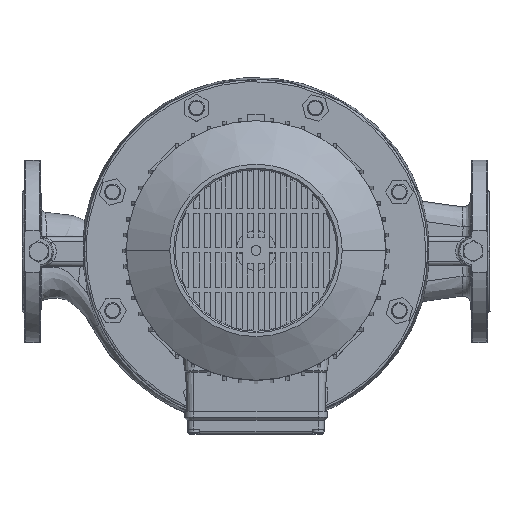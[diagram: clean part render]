
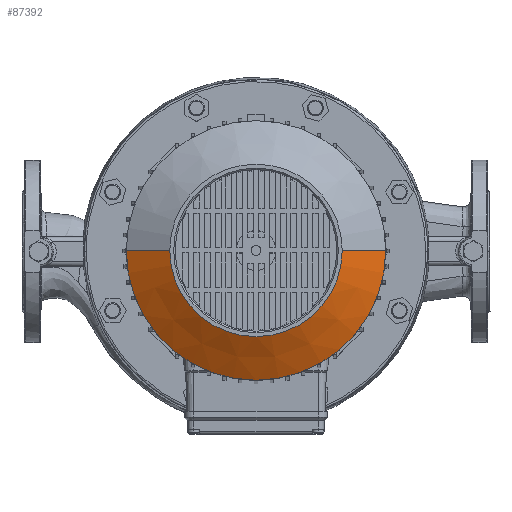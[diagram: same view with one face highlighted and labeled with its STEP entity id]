
A CAD part, top view. The second image highlights one B-rep face of the part: STEP entity #87392.
In plain terms, the highlighted conical face has half-angle 60 degrees and reference radius 131.7 mm.
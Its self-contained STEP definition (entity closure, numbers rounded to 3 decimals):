
#4949 = ORIENTED_EDGE ( 'NONE', *, *, #32434, .T. ) ;
#16962 = CARTESIAN_POINT ( 'NONE',  ( 0., 0., 548.482 ) ) ;
#18636 = DIRECTION ( 'NONE',  ( 0.866, 0., -0.5 ) ) ;
#19127 = CARTESIAN_POINT ( 'NONE',  ( -87.5, 0., 574.001 ) ) ;
#19280 = DIRECTION ( 'NONE',  ( 0., 0., -1. ) ) ;
#23119 = EDGE_LOOP ( 'NONE', ( #31435, #117669, #4949, #137886 ) ) ;
#31435 = ORIENTED_EDGE ( 'NONE', *, *, #36969, .F. ) ;
#32434 = EDGE_CURVE ( 'NONE', #123996, #75139, #69515, .T. ) ;
#36969 = EDGE_CURVE ( 'NONE', #127682, #135474, #106783, .T. ) ;
#44156 = VECTOR ( 'NONE', #113956, 1000. ) ;
#44956 = CARTESIAN_POINT ( 'NONE',  ( 131.7, 0., 548.482 ) ) ;
#67465 = CARTESIAN_POINT ( 'NONE',  ( -131.7, 0., 548.482 ) ) ;
#68355 = DIRECTION ( 'NONE',  ( 0., 0., 1. ) ) ;
#69515 = LINE ( 'NONE', #80829, #44156 ) ;
#75139 = VERTEX_POINT ( 'NONE', #67465 ) ;
#77799 = CIRCLE ( 'NONE', #113777, 131.7 ) ;
#80829 = CARTESIAN_POINT ( 'NONE',  ( -131.7, 0., 548.482 ) ) ;
#87392 = ADVANCED_FACE ( 'NONE', ( #122378 ), #98964, .T. ) ;
#87707 = DIRECTION ( 'NONE',  ( 0., 0., -1. ) ) ;
#88545 = CARTESIAN_POINT ( 'NONE',  ( 0., 0., 548.482 ) ) ;
#93190 = CARTESIAN_POINT ( 'NONE',  ( 87.5, 0., 574.001 ) ) ;
#93394 = AXIS2_PLACEMENT_3D ( 'NONE', #112025, #68355, #102967 ) ;
#94981 = VECTOR ( 'NONE', #18636, 1000. ) ;
#95079 = EDGE_CURVE ( 'NONE', #123996, #127682, #143766, .T. ) ;
#95492 = CARTESIAN_POINT ( 'NONE',  ( 131.7, 0., 548.482 ) ) ;
#97512 = DIRECTION ( 'NONE',  ( -1., 0., 0. ) ) ;
#98964 = CONICAL_SURFACE ( 'NONE', #110985, 131.7, 1.047 ) ;
#102967 = DIRECTION ( 'NONE',  ( -1., 0., 0. ) ) ;
#106783 = LINE ( 'NONE', #95492, #94981 ) ;
#110985 = AXIS2_PLACEMENT_3D ( 'NONE', #88545, #19280, #123140 ) ;
#112025 = CARTESIAN_POINT ( 'NONE',  ( 0., 0., 574.001 ) ) ;
#113777 = AXIS2_PLACEMENT_3D ( 'NONE', #16962, #87707, #97512 ) ;
#113956 = DIRECTION ( 'NONE',  ( -0.866, 0., -0.5 ) ) ;
#117669 = ORIENTED_EDGE ( 'NONE', *, *, #95079, .F. ) ;
#121788 = EDGE_CURVE ( 'NONE', #135474, #75139, #77799, .T. ) ;
#122378 = FACE_OUTER_BOUND ( 'NONE', #23119, .T. ) ;
#123140 = DIRECTION ( 'NONE',  ( -1., 0., 0. ) ) ;
#123996 = VERTEX_POINT ( 'NONE', #19127 ) ;
#127682 = VERTEX_POINT ( 'NONE', #93190 ) ;
#135474 = VERTEX_POINT ( 'NONE', #44956 ) ;
#137886 = ORIENTED_EDGE ( 'NONE', *, *, #121788, .F. ) ;
#143766 = CIRCLE ( 'NONE', #93394, 87.5 ) ;
